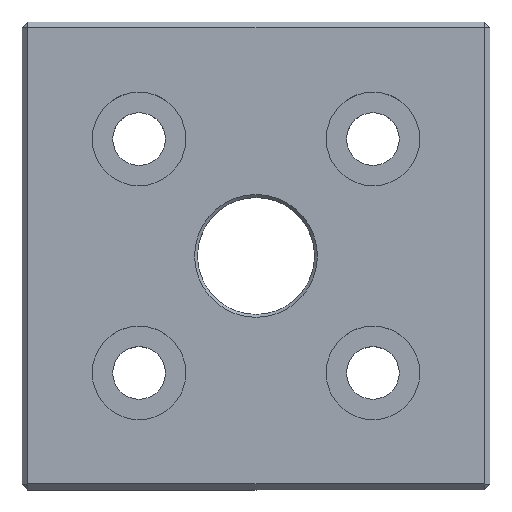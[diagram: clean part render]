
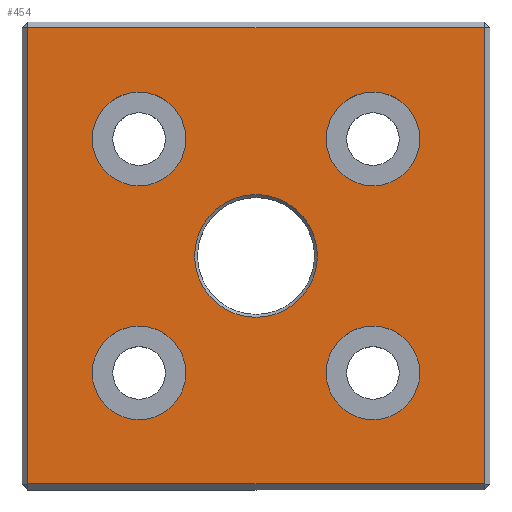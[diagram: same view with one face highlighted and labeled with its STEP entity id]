
A CAD part, top view. The second image highlights one B-rep face of the part: STEP entity #454.
In plain terms, the highlighted planar face has unit normal (0, 0, 1).
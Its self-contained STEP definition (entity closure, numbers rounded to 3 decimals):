
#23=LINE('',#688,#59);
#24=LINE('',#690,#60);
#25=LINE('',#692,#61);
#26=LINE('',#693,#62);
#59=VECTOR('',#549,78.);
#60=VECTOR('',#550,78.);
#61=VECTOR('',#551,78.);
#62=VECTOR('',#552,78.);
#95=PLANE('',#491);
#118=FACE_BOUND('',#176,.T.);
#119=FACE_BOUND('',#177,.T.);
#120=FACE_BOUND('',#178,.T.);
#121=FACE_BOUND('',#179,.T.);
#122=FACE_BOUND('',#180,.T.);
#147=FACE_OUTER_BOUND('',#175,.T.);
#175=EDGE_LOOP('',(#344,#345,#346,#347));
#176=EDGE_LOOP('',(#348));
#177=EDGE_LOOP('',(#349));
#178=EDGE_LOOP('',(#350));
#179=EDGE_LOOP('',(#351));
#180=EDGE_LOOP('',(#352));
#230=CIRCLE('',#490,10.5);
#231=CIRCLE('',#492,8.);
#232=CIRCLE('',#493,8.);
#233=CIRCLE('',#494,8.);
#234=CIRCLE('',#495,8.);
#249=VERTEX_POINT('',#683);
#250=VERTEX_POINT('',#686);
#251=VERTEX_POINT('',#687);
#252=VERTEX_POINT('',#689);
#253=VERTEX_POINT('',#691);
#254=VERTEX_POINT('',#694);
#255=VERTEX_POINT('',#696);
#256=VERTEX_POINT('',#698);
#257=VERTEX_POINT('',#700);
#288=EDGE_CURVE('',#249,#249,#230,.T.);
#289=EDGE_CURVE('',#250,#251,#23,.T.);
#290=EDGE_CURVE('',#252,#250,#24,.T.);
#291=EDGE_CURVE('',#253,#252,#25,.T.);
#292=EDGE_CURVE('',#251,#253,#26,.T.);
#293=EDGE_CURVE('',#254,#254,#231,.T.);
#294=EDGE_CURVE('',#255,#255,#232,.T.);
#295=EDGE_CURVE('',#256,#256,#233,.T.);
#296=EDGE_CURVE('',#257,#257,#234,.T.);
#344=ORIENTED_EDGE('',*,*,#289,.F.);
#345=ORIENTED_EDGE('',*,*,#290,.F.);
#346=ORIENTED_EDGE('',*,*,#291,.F.);
#347=ORIENTED_EDGE('',*,*,#292,.F.);
#348=ORIENTED_EDGE('',*,*,#293,.T.);
#349=ORIENTED_EDGE('',*,*,#294,.T.);
#350=ORIENTED_EDGE('',*,*,#295,.T.);
#351=ORIENTED_EDGE('',*,*,#296,.T.);
#352=ORIENTED_EDGE('',*,*,#288,.F.);
#454=ADVANCED_FACE('',(#147,#118,#119,#120,#121,#122),#95,.T.);
#490=AXIS2_PLACEMENT_3D('',#684,#545,#546);
#491=AXIS2_PLACEMENT_3D('',#685,#547,#548);
#492=AXIS2_PLACEMENT_3D('',#695,#553,#554);
#493=AXIS2_PLACEMENT_3D('',#697,#555,#556);
#494=AXIS2_PLACEMENT_3D('',#699,#557,#558);
#495=AXIS2_PLACEMENT_3D('',#701,#559,#560);
#545=DIRECTION('center_axis',(0.,0.,1.));
#546=DIRECTION('ref_axis',(-1.,0.,0.));
#547=DIRECTION('center_axis',(0.,0.,1.));
#548=DIRECTION('ref_axis',(1.,0.,0.));
#549=DIRECTION('',(0.,1.,0.));
#550=DIRECTION('',(-1.,0.,0.));
#551=DIRECTION('',(0.,-1.,0.));
#552=DIRECTION('',(1.,0.,0.));
#553=DIRECTION('center_axis',(0.,0.,-1.));
#554=DIRECTION('ref_axis',(-1.,0.,0.));
#555=DIRECTION('center_axis',(0.,0.,-1.));
#556=DIRECTION('ref_axis',(-1.,0.,0.));
#557=DIRECTION('center_axis',(0.,0.,-1.));
#558=DIRECTION('ref_axis',(-1.,0.,0.));
#559=DIRECTION('center_axis',(0.,0.,-1.));
#560=DIRECTION('ref_axis',(-1.,0.,0.));
#683=CARTESIAN_POINT('',(57.732,48.282,15.));
#684=CARTESIAN_POINT('Origin',(47.232,48.282,15.));
#685=CARTESIAN_POINT('Origin',(47.232,48.282,15.));
#686=CARTESIAN_POINT('',(8.232,9.282,15.));
#687=CARTESIAN_POINT('',(8.232,87.282,15.));
#688=CARTESIAN_POINT('',(8.232,28.282,15.));
#689=CARTESIAN_POINT('',(86.232,9.282,15.));
#690=CARTESIAN_POINT('',(67.232,9.282,15.));
#691=CARTESIAN_POINT('',(86.232,87.282,15.));
#692=CARTESIAN_POINT('',(86.232,68.282,15.));
#693=CARTESIAN_POINT('',(27.232,87.282,15.));
#694=CARTESIAN_POINT('',(75.232,28.282,15.));
#695=CARTESIAN_POINT('Origin',(67.232,28.282,15.));
#696=CARTESIAN_POINT('',(35.232,28.282,15.));
#697=CARTESIAN_POINT('Origin',(27.232,28.282,15.));
#698=CARTESIAN_POINT('',(75.232,68.282,15.));
#699=CARTESIAN_POINT('Origin',(67.232,68.282,15.));
#700=CARTESIAN_POINT('',(35.232,68.282,15.));
#701=CARTESIAN_POINT('Origin',(27.232,68.282,15.));
